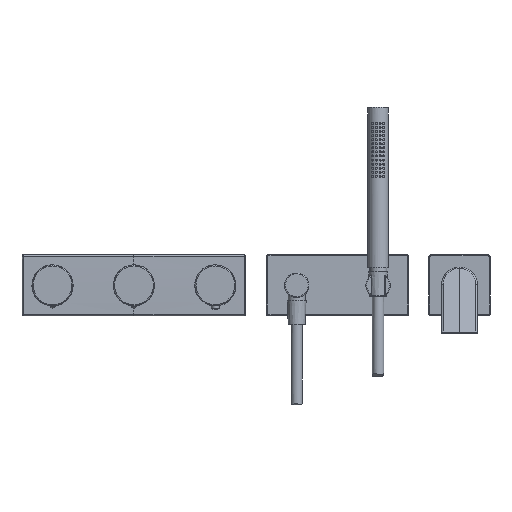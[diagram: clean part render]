
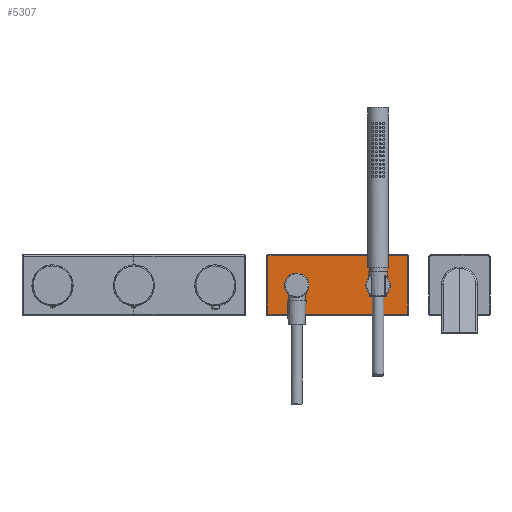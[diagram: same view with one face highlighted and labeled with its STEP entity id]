
A CAD part, top view. The second image highlights one B-rep face of the part: STEP entity #5307.
In plain terms, the highlighted planar face has unit normal (0, 0, 1).
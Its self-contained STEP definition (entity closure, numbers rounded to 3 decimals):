
#188 = EDGE_CURVE ( 'NONE', #10836, #1950, #14215, .T. ) ;
#205 = EDGE_CURVE ( 'NONE', #10149, #1919, #8878, .T. ) ;
#292 = CARTESIAN_POINT ( 'NONE',  ( 185.656, -36.308, 12. ) ) ;
#569 = DIRECTION ( 'NONE',  ( 0., 0., 1. ) ) ;
#595 = CARTESIAN_POINT ( 'NONE',  ( 50.034, 0., 12. ) ) ;
#1407 = FACE_OUTER_BOUND ( 'NONE', #13107, .T. ) ;
#1535 = FACE_BOUND ( 'NONE', #12901, .T. ) ;
#1919 = VERTEX_POINT ( 'NONE', #2921 ) ;
#1950 = VERTEX_POINT ( 'NONE', #5310 ) ;
#2133 = VERTEX_POINT ( 'NONE', #13186 ) ;
#2137 = CARTESIAN_POINT ( 'NONE',  ( 186.342, -35.308, 12. ) ) ;
#2189 = B_SPLINE_CURVE_WITH_KNOTS ( 'NONE', 5,
 ( #8399, #11715, #13938, #7319, #292, #8458 ),
 .UNSPECIFIED., .F., .F.,
 ( 6, 6 ),
 ( 0., 1. ),
 .UNSPECIFIED. ) ;
#2300 = EDGE_CURVE ( 'NONE', #14441, #10836, #6011, .T. ) ;
#2465 = CARTESIAN_POINT ( 'NONE',  ( 14.726, -36.308, 12. ) ) ;
#2516 = CARTESIAN_POINT ( 'NONE',  ( 13.726, 35.308, 12. ) ) ;
#2779 = CARTESIAN_POINT ( 'NONE',  ( 14.726, 36.308, 12. ) ) ;
#2841 = ORIENTED_EDGE ( 'NONE', *, *, #188, .F. ) ;
#2921 = CARTESIAN_POINT ( 'NONE',  ( 14.726, -36.308, 12. ) ) ;
#2985 = PLANE ( 'NONE',  #12223 ) ;
#2989 = ORIENTED_EDGE ( 'NONE', *, *, #6553, .F. ) ;
#3387 = CARTESIAN_POINT ( 'NONE',  ( 50.034, 36.308, 12. ) ) ;
#3640 = CARTESIAN_POINT ( 'NONE',  ( 185.342, 36.308, 12. ) ) ;
#4092 = VECTOR ( 'NONE', #14536, 1000. ) ;
#4122 = CIRCLE ( 'NONE', #12857, 13. ) ;
#4164 = DIRECTION ( 'NONE',  ( 0., 1., 0. ) ) ;
#4569 = EDGE_CURVE ( 'NONE', #2133, #14441, #4619, .T. ) ;
#4619 = B_SPLINE_CURVE_WITH_KNOTS ( 'NONE', 5,
 ( #2516, #9398, #11601, #4844, #12695, #6033 ),
 .UNSPECIFIED., .F., .F.,
 ( 6, 6 ),
 ( 0., 1. ),
 .UNSPECIFIED. ) ;
#4795 = CARTESIAN_POINT ( 'NONE',  ( 13.849, -35.936, 12. ) ) ;
#4797 = LINE ( 'NONE', #6790, #4092 ) ;
#4844 = CARTESIAN_POINT ( 'NONE',  ( 14.097, 36.185, 12. ) ) ;
#5307 = ADVANCED_FACE ( 'NONE', ( #1535, #1407 ), #2985, .F. ) ;
#5310 = CARTESIAN_POINT ( 'NONE',  ( 186.342, 35.308, 12. ) ) ;
#5396 = CARTESIAN_POINT ( 'NONE',  ( 185.342, -36.308, 12. ) ) ;
#5950 = CARTESIAN_POINT ( 'NONE',  ( 14.412, -36.308, 12. ) ) ;
#5996 = CARTESIAN_POINT ( 'NONE',  ( 13.726, -35.308, 12. ) ) ;
#5997 = VECTOR ( 'NONE', #12570, 1000. ) ;
#6011 = LINE ( 'NONE', #3387, #5997 ) ;
#6033 = CARTESIAN_POINT ( 'NONE',  ( 14.726, 36.308, 12. ) ) ;
#6495 = B_SPLINE_CURVE_WITH_KNOTS ( 'NONE', 5,
 ( #2465, #5950, #11564, #4795, #12662, #5996 ),
 .UNSPECIFIED., .F., .F.,
 ( 6, 6 ),
 ( 0., 1. ),
 .UNSPECIFIED. ) ;
#6553 = EDGE_CURVE ( 'NONE', #8991, #10149, #2189, .T. ) ;
#6594 = CARTESIAN_POINT ( 'NONE',  ( 37.034, 0., 12. ) ) ;
#6790 = CARTESIAN_POINT ( 'NONE',  ( 13.726, 0., 12. ) ) ;
#7295 = EDGE_CURVE ( 'NONE', #13014, #13014, #4122, .T. ) ;
#7319 = CARTESIAN_POINT ( 'NONE',  ( 185.97, -36.185, 12. ) ) ;
#7377 = EDGE_CURVE ( 'NONE', #9344, #2133, #4797, .T. ) ;
#7492 = DIRECTION ( 'NONE',  ( 0., -1., 0. ) ) ;
#7532 = DIRECTION ( 'NONE',  ( -1., 0., 0. ) ) ;
#7542 = CARTESIAN_POINT ( 'NONE',  ( 50.034, -36.308, 12. ) ) ;
#7586 = CARTESIAN_POINT ( 'NONE',  ( 50.034, 0., 12. ) ) ;
#7648 = CARTESIAN_POINT ( 'NONE',  ( 186.342, 35.308, 12. ) ) ;
#7655 = CARTESIAN_POINT ( 'NONE',  ( 186.342, 35.622, 12. ) ) ;
#7683 = CARTESIAN_POINT ( 'NONE',  ( 186.218, 35.936, 12. ) ) ;
#7699 = CARTESIAN_POINT ( 'NONE',  ( 185.342, 36.308, 12. ) ) ;
#7723 = CARTESIAN_POINT ( 'NONE',  ( 185.656, 36.308, 12. ) ) ;
#7883 = ORIENTED_EDGE ( 'NONE', *, *, #205, .F. ) ;
#8056 = CARTESIAN_POINT ( 'NONE',  ( 185.97, 36.185, 12. ) ) ;
#8399 = CARTESIAN_POINT ( 'NONE',  ( 186.342, -35.308, 12. ) ) ;
#8458 = CARTESIAN_POINT ( 'NONE',  ( 185.342, -36.308, 12. ) ) ;
#8537 = VECTOR ( 'NONE', #7492, 1000. ) ;
#8641 = CARTESIAN_POINT ( 'NONE',  ( 186.342, 0., 12. ) ) ;
#8734 = DIRECTION ( 'NONE',  ( -1., 0., 0. ) ) ;
#8829 = VECTOR ( 'NONE', #7532, 1000. ) ;
#8878 = LINE ( 'NONE', #7542, #8829 ) ;
#8991 = VERTEX_POINT ( 'NONE', #2137 ) ;
#9114 = ORIENTED_EDGE ( 'NONE', *, *, #10826, .F. ) ;
#9344 = VERTEX_POINT ( 'NONE', #9799 ) ;
#9398 = CARTESIAN_POINT ( 'NONE',  ( 13.726, 35.622, 12. ) ) ;
#9785 = DIRECTION ( 'NONE',  ( 0., 0., -1. ) ) ;
#9799 = CARTESIAN_POINT ( 'NONE',  ( 13.726, -35.308, 12. ) ) ;
#9819 = ORIENTED_EDGE ( 'NONE', *, *, #2300, .F. ) ;
#10149 = VERTEX_POINT ( 'NONE', #5396 ) ;
#10563 = ORIENTED_EDGE ( 'NONE', *, *, #4569, .F. ) ;
#10663 = ORIENTED_EDGE ( 'NONE', *, *, #7295, .F. ) ;
#10826 = EDGE_CURVE ( 'NONE', #1919, #9344, #6495, .T. ) ;
#10836 = VERTEX_POINT ( 'NONE', #3640 ) ;
#11564 = CARTESIAN_POINT ( 'NONE',  ( 14.098, -36.185, 12. ) ) ;
#11601 = CARTESIAN_POINT ( 'NONE',  ( 13.849, 35.936, 12. ) ) ;
#11715 = CARTESIAN_POINT ( 'NONE',  ( 186.342, -35.622, 12. ) ) ;
#12223 = AXIS2_PLACEMENT_3D ( 'NONE', #595, #9785, #4164 ) ;
#12269 = EDGE_CURVE ( 'NONE', #1950, #8991, #12490, .T. ) ;
#12412 = ORIENTED_EDGE ( 'NONE', *, *, #7377, .F. ) ;
#12490 = LINE ( 'NONE', #8641, #8537 ) ;
#12570 = DIRECTION ( 'NONE',  ( 1., 0., 0. ) ) ;
#12662 = CARTESIAN_POINT ( 'NONE',  ( 13.726, -35.622, 12. ) ) ;
#12695 = CARTESIAN_POINT ( 'NONE',  ( 14.412, 36.308, 12. ) ) ;
#12857 = AXIS2_PLACEMENT_3D ( 'NONE', #7586, #569, #8734 ) ;
#12901 = EDGE_LOOP ( 'NONE', ( #10663 ) ) ;
#13014 = VERTEX_POINT ( 'NONE', #6594 ) ;
#13107 = EDGE_LOOP ( 'NONE', ( #2989, #14208, #2841, #9819, #10563, #12412, #9114, #7883 ) ) ;
#13186 = CARTESIAN_POINT ( 'NONE',  ( 13.726, 35.308, 12. ) ) ;
#13938 = CARTESIAN_POINT ( 'NONE',  ( 186.218, -35.936, 12. ) ) ;
#14208 = ORIENTED_EDGE ( 'NONE', *, *, #12269, .F. ) ;
#14215 = B_SPLINE_CURVE_WITH_KNOTS ( 'NONE', 5,
 ( #7699, #7723, #8056, #7683, #7655, #7648 ),
 .UNSPECIFIED., .F., .F.,
 ( 6, 6 ),
 ( 0., 1. ),
 .UNSPECIFIED. ) ;
#14441 = VERTEX_POINT ( 'NONE', #2779 ) ;
#14536 = DIRECTION ( 'NONE',  ( 0., 1., 0. ) ) ;
